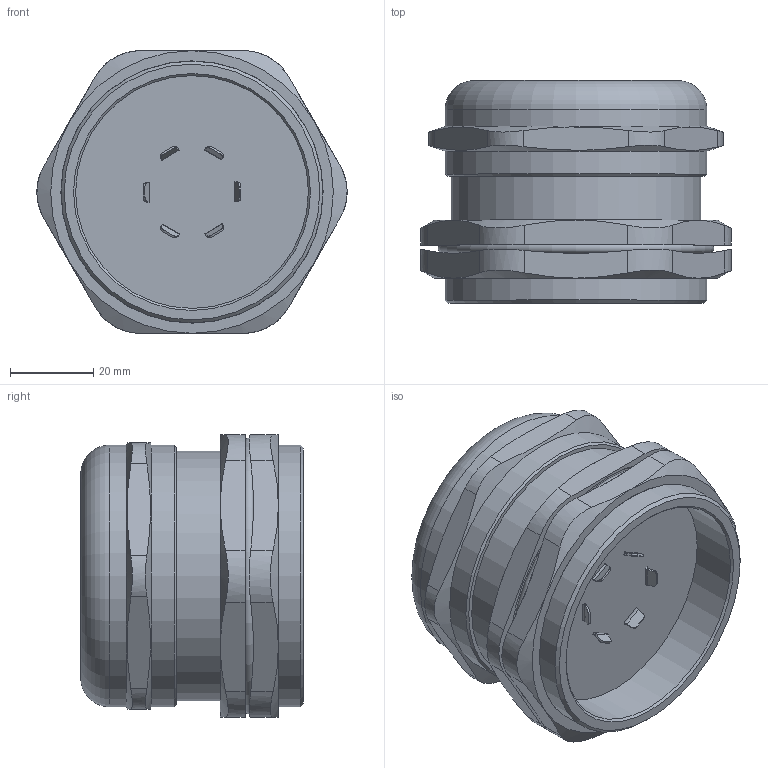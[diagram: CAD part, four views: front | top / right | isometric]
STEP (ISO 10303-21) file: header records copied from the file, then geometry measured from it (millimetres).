
FILE_DESCRIPTION(/* description */ ('ВКЭ1-ЛР-М63-44-L14'),/* implementation_level */ '2;1');
FILE_NAME(/* name */ '',/* time_stamp */ '2025-07-16T13:57:33+07:00',/* author */ ('zeta-86'),/* organization */ (''),/* preprocessor_version */ 'ST-DEVELOPER v19.2',/* originating_system */ 'Autodesk Inventor 2024',/* authorisation */ '');
FILE_SCHEMA (('AUTOMOTIVE_DESIGN { 1 0 10303 214 3 1 1 }'));
Length unit declared in the file: millimetre
Products named in the file (1): zeta34718
Bounding box: 74.65 x 53.58 x 68.02 mm (x, y, z)
Volume: 143378.5 mm3; surface area: 23358.1 mm2
Topology: 1 solids, 1 shells, 146 faces, 364 edges, 234 vertices
Faces by surface type: plane 58, cylinder 48, cone 25, bspline 12, torus 3
Full cylindrical faces by diameter (mm): 44.5 x1, 56 x1, 60 x1, 63 x3
Entity records: 5780 total; most frequent: CARTESIAN_POINT 2511, ORIENTED_EDGE 728, DIRECTION 591, EDGE_CURVE 364, VERTEX_POINT 234, AXIS2_PLACEMENT_3D 214, LINE 163, VECTOR 163
